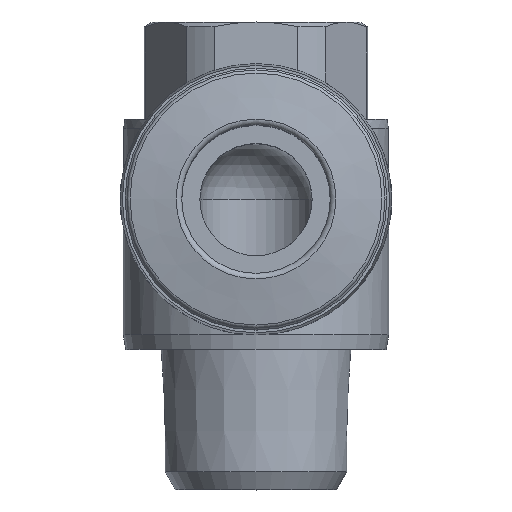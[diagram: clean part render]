
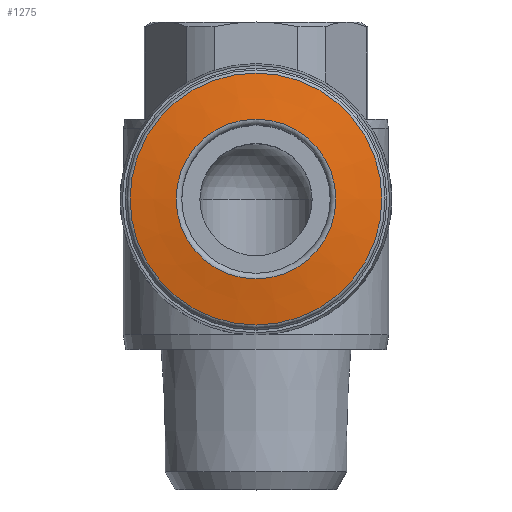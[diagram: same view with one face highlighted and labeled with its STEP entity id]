
A CAD part, top view. The second image highlights one B-rep face of the part: STEP entity #1275.
In plain terms, the highlighted conical face has half-angle 80 degrees and reference radius 4.269 mm.
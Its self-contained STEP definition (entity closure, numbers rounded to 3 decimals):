
#240=ORIENTED_EDGE('',*,*,#461,.F.);
#241=ORIENTED_EDGE('',*,*,#462,.T.);
#461=EDGE_CURVE('',#565,#565,#615,.T.);
#462=EDGE_CURVE('',#566,#566,#616,.T.);
#565=VERTEX_POINT('',#1912);
#566=VERTEX_POINT('',#1914);
#615=CIRCLE('',#1360,6.735);
#616=CIRCLE('',#1361,4.269);
#670=EDGE_LOOP('',(#240));
#671=EDGE_LOOP('',(#241));
#754=FACE_BOUND('',#670,.T.);
#755=FACE_BOUND('',#671,.T.);
#828=CONICAL_SURFACE('',#1359,4.269,1.396);
#1275=ADVANCED_FACE('',(#754,#755),#828,.T.);
#1359=AXIS2_PLACEMENT_3D('',#1910,#1537,#1538);
#1360=AXIS2_PLACEMENT_3D('',#1911,#1539,#1540);
#1361=AXIS2_PLACEMENT_3D('',#1913,#1541,#1542);
#1537=DIRECTION('',(0.,0.,-1.));
#1538=DIRECTION('',(-1.,0.,0.));
#1539=DIRECTION('',(0.,0.,-1.));
#1540=DIRECTION('',(-1.,0.,0.));
#1541=DIRECTION('',(0.,0.,-1.));
#1542=DIRECTION('',(-1.,0.,0.));
#1910=CARTESIAN_POINT('',(0.,-9.5,26.5));
#1911=CARTESIAN_POINT('',(0.,-9.5,26.065));
#1912=CARTESIAN_POINT('',(-6.735,-9.5,26.065));
#1913=CARTESIAN_POINT('',(0.,-9.5,26.5));
#1914=CARTESIAN_POINT('',(-4.269,-9.5,26.5));
